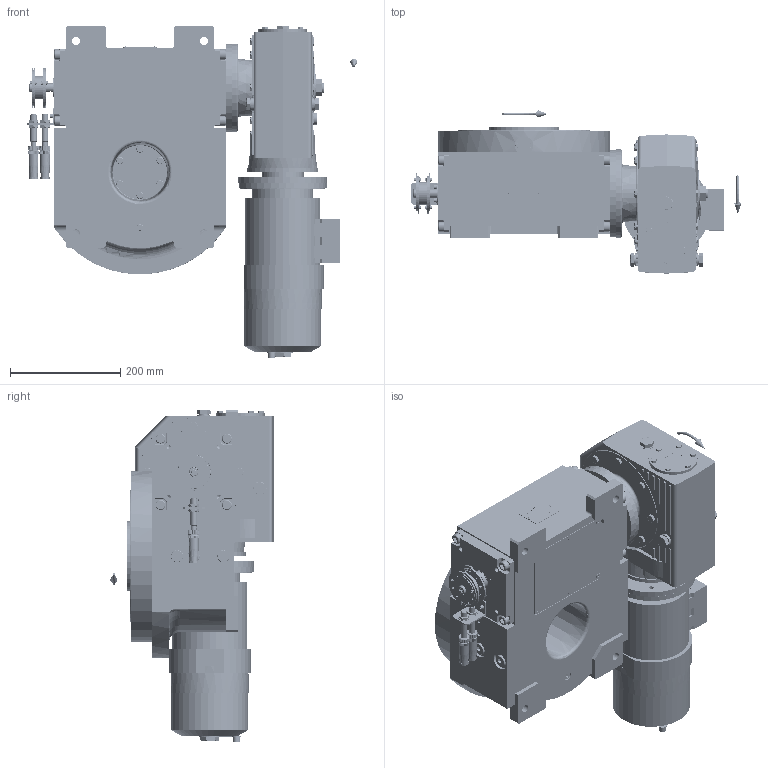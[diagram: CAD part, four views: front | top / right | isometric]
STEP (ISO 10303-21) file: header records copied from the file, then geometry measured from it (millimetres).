
FILE_DESCRIPTION (( 'STEP AP203' ), '1' );
FILE_NAME ('PC5201687.step', '2025-11-24T08:48:08', ( '' ), ( '' ), 'SwSTEP 2.0', 'SolidWorks 2020', '' );
FILE_SCHEMA (( 'CONFIG_CONTROL_DESIGN' ));
Length unit declared in the file: millimetre
Products named in the file (96): cfn2476_01_002_60x46; AS_cfn2476_01_002_60x46; cfn2401_02_005; CFN2203_02_002.stp; rig09_016; cfn2151_01_170; cfn2000_01_081; cfn2155_01_095; cfn2003_01_054; cfn2151_01_167; cfn2055_01_002; cfn2000_01_126; CFN2000_01_185.stp; cfn2107_01_001; rig09_002_bl_003; rig09_001_a; cfn2151_01_115; cfn2000_01_099; cfn2205_01_015; cfn2077_01_036; cfn2070_05_009; AS_900_38_30_003; CFN2010_02_002.stp; freccia_angolare; AS_cfn2400_04_024; AS_rig09_071_6_m; AS_900_38_10_028; AS_rig09_015; cfn2115_02_057; rig09_007_master; cfn2073_01_018; rig09_004; cfn2128_19_002; freccia_angolare_albero; rig09_003_6; CFN2104_02_018.stp; 900_38_10_028; rig09_071_6_m.stp; 900_00_00_005; rig09_010_s_001 ...
Assembly tree (88 placements, depth 5):
  CFN2203_02_002.stp
  cfn2151_01_170
  cfn2151_01_167
  cfn2151_01_115
  cfn2205_01_015
Bounding box: 599.5 x 296 x 601.67 mm (x, y, z)
Volume: 16442762.4 mm3; surface area: 2017789.5 mm2
Topology: 76 solids, 76 shells, 5739 faces, 14510 edges, 9272 vertices
Faces by surface type: plane 2742, cylinder 1961, cone 884, torus 146, sphere 4, bspline 2
Entity records: 164418 total; most frequent: CARTESIAN_POINT 42662, DIRECTION 23489, ORIENTED_EDGE 23072, EDGE_CURVE 11536, AXIS2_PLACEMENT_3D 8564, VERTEX_POINT 7446, VECTOR 6361, LINE 6361
